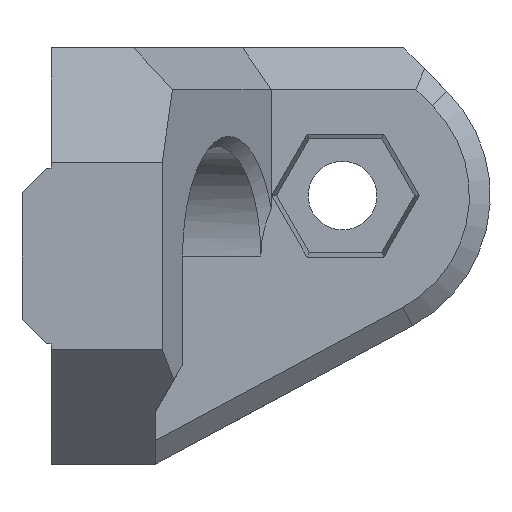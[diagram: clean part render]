
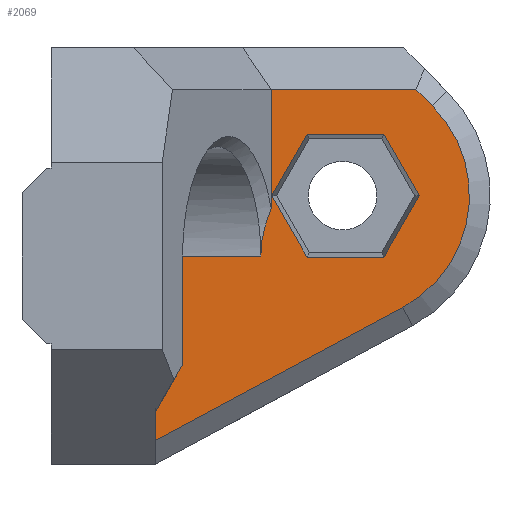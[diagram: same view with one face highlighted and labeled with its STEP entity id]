
A CAD part, left-side view. The second image highlights one B-rep face of the part: STEP entity #2069.
In plain terms, the highlighted planar face has unit normal (-1, 0, 0).
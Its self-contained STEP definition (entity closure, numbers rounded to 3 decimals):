
#25=FACE_BOUND('',#300,.T.);
#39=B_SPLINE_CURVE_WITH_KNOTS('',3,(#3095,#3096,#3097,#3098,#3099,#3100,
#3101,#3102,#3103,#3104,#3105,#3106,#3107,#3108),.UNSPECIFIED.,.F.,.F.,
(4,2,2,2,2,2,4),(0.,0.021,0.102,0.214,
0.226,0.231,0.235),.UNSPECIFIED.);
#66=PLANE('',#2221);
#175=FACE_OUTER_BOUND('',#299,.T.);
#299=EDGE_LOOP('',(#1563,#1564,#1565,#1566,#1567,#1568,#1569,#1570));
#300=EDGE_LOOP('',(#1571,#1572,#1573,#1574,#1575,#1576));
#411=LINE('',#2917,#673);
#461=LINE('',#3048,#723);
#463=LINE('',#3053,#725);
#468=LINE('',#3061,#730);
#469=LINE('',#3064,#731);
#472=LINE('',#3070,#734);
#475=LINE('',#3075,#737);
#484=LINE('',#3093,#746);
#485=LINE('',#3110,#747);
#486=LINE('',#3112,#748);
#487=LINE('',#3114,#749);
#488=LINE('',#3117,#750);
#673=VECTOR('',#2365,10.);
#723=VECTOR('',#2441,10.);
#725=VECTOR('',#2445,10.);
#730=VECTOR('',#2452,10.);
#731=VECTOR('',#2455,10.);
#734=VECTOR('',#2460,10.);
#737=VECTOR('',#2465,10.);
#746=VECTOR('',#2482,10.);
#747=VECTOR('',#2483,10.);
#748=VECTOR('',#2484,10.);
#749=VECTOR('',#2485,10.);
#750=VECTOR('',#2488,10.);
#940=CIRCLE('',#2222,6.1);
#964=VERTEX_POINT('',#2915);
#965=VERTEX_POINT('',#2916);
#1008=VERTEX_POINT('',#3045);
#1009=VERTEX_POINT('',#3047);
#1010=VERTEX_POINT('',#3051);
#1011=VERTEX_POINT('',#3052);
#1014=VERTEX_POINT('',#3063);
#1016=VERTEX_POINT('',#3069);
#1022=VERTEX_POINT('',#3092);
#1023=VERTEX_POINT('',#3094);
#1024=VERTEX_POINT('',#3109);
#1025=VERTEX_POINT('',#3111);
#1026=VERTEX_POINT('',#3113);
#1027=VERTEX_POINT('',#3115);
#1157=EDGE_CURVE('',#964,#965,#411,.T.);
#1211=EDGE_CURVE('',#1008,#1009,#461,.T.);
#1213=EDGE_CURVE('',#1010,#1011,#463,.T.);
#1218=EDGE_CURVE('',#1011,#1008,#468,.T.);
#1219=EDGE_CURVE('',#1014,#1010,#469,.T.);
#1222=EDGE_CURVE('',#1016,#1014,#472,.T.);
#1225=EDGE_CURVE('',#1009,#1016,#475,.T.);
#1234=EDGE_CURVE('',#964,#1022,#484,.T.);
#1235=EDGE_CURVE('',#1023,#1022,#39,.F.);
#1236=EDGE_CURVE('',#1024,#1023,#485,.T.);
#1237=EDGE_CURVE('',#1024,#1025,#486,.T.);
#1238=EDGE_CURVE('',#1026,#1025,#487,.T.);
#1239=EDGE_CURVE('',#1027,#1026,#940,.T.);
#1240=EDGE_CURVE('',#965,#1027,#488,.T.);
#1563=ORIENTED_EDGE('',*,*,#1157,.F.);
#1564=ORIENTED_EDGE('',*,*,#1234,.T.);
#1565=ORIENTED_EDGE('',*,*,#1235,.F.);
#1566=ORIENTED_EDGE('',*,*,#1236,.F.);
#1567=ORIENTED_EDGE('',*,*,#1237,.T.);
#1568=ORIENTED_EDGE('',*,*,#1238,.F.);
#1569=ORIENTED_EDGE('',*,*,#1239,.F.);
#1570=ORIENTED_EDGE('',*,*,#1240,.F.);
#1571=ORIENTED_EDGE('',*,*,#1213,.F.);
#1572=ORIENTED_EDGE('',*,*,#1219,.F.);
#1573=ORIENTED_EDGE('',*,*,#1222,.F.);
#1574=ORIENTED_EDGE('',*,*,#1225,.F.);
#1575=ORIENTED_EDGE('',*,*,#1211,.F.);
#1576=ORIENTED_EDGE('',*,*,#1218,.F.);
#2069=ADVANCED_FACE('',(#175,#25),#66,.F.);
#2221=AXIS2_PLACEMENT_3D('',#3091,#2480,#2481);
#2222=AXIS2_PLACEMENT_3D('',#3116,#2486,#2487);
#2365=DIRECTION('',(0.,-1.,0.));
#2441=DIRECTION('',(0.,0.5,0.866));
#2445=DIRECTION('',(0.,-1.,0.));
#2452=DIRECTION('',(0.,-0.5,0.866));
#2455=DIRECTION('',(0.,-0.5,-0.866));
#2460=DIRECTION('',(0.,0.5,-0.866));
#2465=DIRECTION('',(0.,1.,0.));
#2480=DIRECTION('center_axis',(1.,0.,0.));
#2481=DIRECTION('ref_axis',(0.,1.,0.));
#2482=DIRECTION('',(0.,0.,-1.));
#2483=DIRECTION('',(0.,-1.,0.));
#2484=DIRECTION('',(0.,0.,-1.));
#2485=DIRECTION('',(0.,0.881,-0.474));
#2486=DIRECTION('center_axis',(1.,0.,0.));
#2487=DIRECTION('ref_axis',(0.,-0.707,0.707));
#2488=DIRECTION('',(0.,-0.707,-0.707));
#2915=CARTESIAN_POINT('',(0.,3.425,5.1));
#2916=CARTESIAN_POINT('',(0.,-3.527,5.1));
#2917=CARTESIAN_POINT('',(0.,4.975,5.1));
#3045=CARTESIAN_POINT('',(0.,-3.695,0.));
#3047=CARTESIAN_POINT('',(0.,-1.992,2.95));
#3048=CARTESIAN_POINT('',(0.,-3.713,-0.032));
#3051=CARTESIAN_POINT('',(0.,1.703,-2.95));
#3052=CARTESIAN_POINT('',(0.,-1.992,-2.95));
#3053=CARTESIAN_POINT('',(0.,1.269,-2.95));
#3061=CARTESIAN_POINT('',(0.,-1.664,-3.518));
#3063=CARTESIAN_POINT('',(0.,3.406,0.));
#3064=CARTESIAN_POINT('',(0.,2.443,-1.669));
#3069=CARTESIAN_POINT('',(0.,1.703,2.95));
#3070=CARTESIAN_POINT('',(0.,2.904,0.869));
#3075=CARTESIAN_POINT('',(0.,-0.463,2.95));
#3091=CARTESIAN_POINT('Origin',(0.,0.95,-2.9));
#3092=CARTESIAN_POINT('',(0.,3.425,-0.625));
#3093=CARTESIAN_POINT('',(0.,3.425,2.1));
#3094=CARTESIAN_POINT('',(0.,3.925,-2.9));
#3095=CARTESIAN_POINT('Ctrl Pts',(0.,3.425,
-0.625));
#3096=CARTESIAN_POINT('Ctrl Pts',(0.,3.453,
-0.69));
#3097=CARTESIAN_POINT('Ctrl Pts',(0.,3.479,
-0.756));
#3098=CARTESIAN_POINT('Ctrl Pts',(0.,3.603,
-1.073));
#3099=CARTESIAN_POINT('Ctrl Pts',(0.,3.688,
-1.33));
#3100=CARTESIAN_POINT('Ctrl Pts',(0.,3.848,
-1.952));
#3101=CARTESIAN_POINT('Ctrl Pts',(0.,3.905,
-2.316));
#3102=CARTESIAN_POINT('Ctrl Pts',(0.,3.923,
-2.728));
#3103=CARTESIAN_POINT('Ctrl Pts',(0.,3.924,
-2.769));
#3104=CARTESIAN_POINT('Ctrl Pts',(0.,3.925,
-2.827));
#3105=CARTESIAN_POINT('Ctrl Pts',(0.,3.925,
-2.846));
#3106=CARTESIAN_POINT('Ctrl Pts',(0.,3.925,
-2.876));
#3107=CARTESIAN_POINT('Ctrl Pts',(0.,3.925,
-2.888));
#3108=CARTESIAN_POINT('Ctrl Pts',(0.,3.925,
-2.9));
#3109=CARTESIAN_POINT('',(0.,9.,-2.9));
#3110=CARTESIAN_POINT('',(0.,9.,-2.9));
#3111=CARTESIAN_POINT('',(0.,9.,-11.765));
#3112=CARTESIAN_POINT('',(0.,9.,-2.9));
#3113=CARTESIAN_POINT('',(0.,-2.889,-5.373));
#3114=CARTESIAN_POINT('',(0.,-1.915,-5.896));
#3115=CARTESIAN_POINT('',(0.,-4.313,4.313));
#3116=CARTESIAN_POINT('Origin',(0.,0.,0.));
#3117=CARTESIAN_POINT('',(0.,-3.761,4.866));
